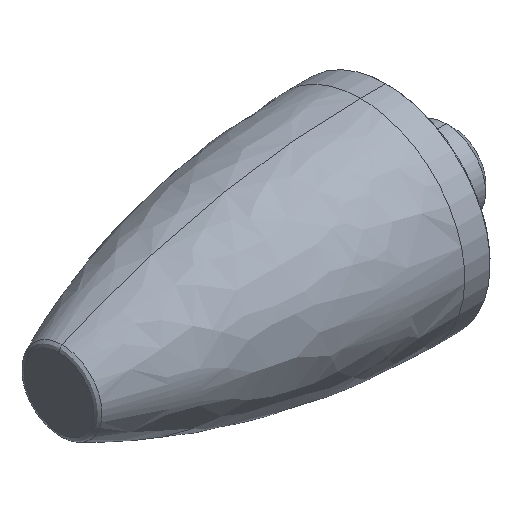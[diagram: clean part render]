
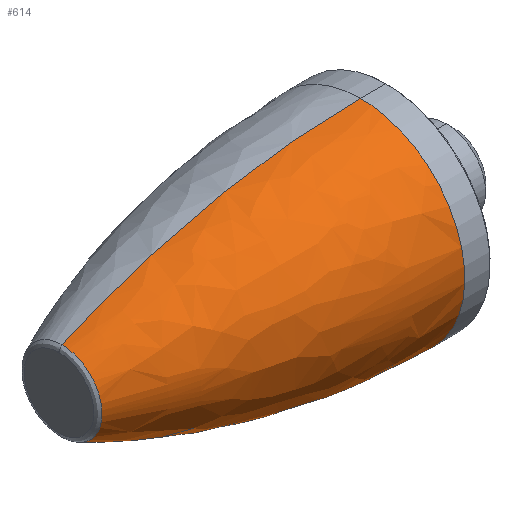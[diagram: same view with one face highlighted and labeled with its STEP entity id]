
A CAD part, isometric view. The second image highlights one B-rep face of the part: STEP entity #614.
In plain terms, the highlighted free-form (B-spline) face has degree [2, 2] with [5, 3] control points.
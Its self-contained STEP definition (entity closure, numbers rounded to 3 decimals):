
#463 = VERTEX_POINT('',#464);
#464 = CARTESIAN_POINT('',(51.355,0.,
    -17.741));
#470 = VERTEX_POINT('',#471);
#471 = CARTESIAN_POINT('',(51.355,0.,17.741));
#498 = EDGE_CURVE('',#470,#499,#501,.T.);
#499 = VERTEX_POINT('',#500);
#500 = CARTESIAN_POINT('',(0.549,0.,6.786));
#501 = ( BOUNDED_CURVE() B_SPLINE_CURVE(2,(#502,#503,#504),
.UNSPECIFIED.,.F.,.F.) B_SPLINE_CURVE_WITH_KNOTS((3,3),(3.141,
3.567),.PIECEWISE_BEZIER_KNOTS.) CURVE() 
GEOMETRIC_REPRESENTATION_ITEM() RATIONAL_B_SPLINE_CURVE((1.,
0.977,1.)) REPRESENTATION_ITEM('') );
#502 = CARTESIAN_POINT('',(51.355,0.,17.741));
#503 = CARTESIAN_POINT('',(24.77,0.,17.746));
#504 = CARTESIAN_POINT('',(0.549,0.,6.786));
#507 = VERTEX_POINT('',#508);
#508 = CARTESIAN_POINT('',(0.549,0.,
    -6.786));
#516 = EDGE_CURVE('',#463,#507,#517,.T.);
#517 = ( BOUNDED_CURVE() B_SPLINE_CURVE(2,(#518,#519,#520),
.UNSPECIFIED.,.F.,.F.) B_SPLINE_CURVE_WITH_KNOTS((3,3),(3.141,
3.567),.PIECEWISE_BEZIER_KNOTS.) CURVE() 
GEOMETRIC_REPRESENTATION_ITEM() RATIONAL_B_SPLINE_CURVE((1.,
0.977,1.)) REPRESENTATION_ITEM('') );
#518 = CARTESIAN_POINT('',(51.355,0.,
    -17.741));
#519 = CARTESIAN_POINT('',(24.77,0.,
    -17.746));
#520 = CARTESIAN_POINT('',(0.549,0.,
    -6.786));
#596 = EDGE_CURVE('',#463,#470,#597,.T.);
#597 = ( BOUNDED_CURVE() B_SPLINE_CURVE(2,(#598,#599,#600,#601,#602),
.UNSPECIFIED.,.F.,.F.) B_SPLINE_CURVE_WITH_KNOTS((3,2,3),(3.142,
4.712,6.283),.PIECEWISE_BEZIER_KNOTS.) CURVE() 
GEOMETRIC_REPRESENTATION_ITEM() RATIONAL_B_SPLINE_CURVE((1.,
0.707,1.,0.707,1.)) REPRESENTATION_ITEM('') );
#598 = CARTESIAN_POINT('',(51.355,0.,
    -17.741));
#599 = CARTESIAN_POINT('',(51.355,-17.741,
    -17.741));
#600 = CARTESIAN_POINT('',(51.355,-17.741,
    0.));
#601 = CARTESIAN_POINT('',(51.355,-17.741,
    17.741));
#602 = CARTESIAN_POINT('',(51.355,0.,
    17.741));
#614 = ADVANCED_FACE('',(#615),#628,.F.);
#615 = FACE_BOUND('',#616,.F.);
#616 = EDGE_LOOP('',(#617,#625,#626,#627));
#617 = ORIENTED_EDGE('',*,*,#618,.T.);
#618 = EDGE_CURVE('',#507,#499,#619,.T.);
#619 = ( BOUNDED_CURVE() B_SPLINE_CURVE(2,(#620,#621,#622,#623,#624),
.UNSPECIFIED.,.F.,.F.) B_SPLINE_CURVE_WITH_KNOTS((3,2,3),(3.142,
4.712,6.283),.PIECEWISE_BEZIER_KNOTS.) CURVE() 
GEOMETRIC_REPRESENTATION_ITEM() RATIONAL_B_SPLINE_CURVE((1.,
0.707,1.,0.707,1.)) REPRESENTATION_ITEM('') );
#620 = CARTESIAN_POINT('',(0.549,0.,
    -6.786));
#621 = CARTESIAN_POINT('',(0.549,-6.786,
    -6.786));
#622 = CARTESIAN_POINT('',(0.549,-6.786,
    0.));
#623 = CARTESIAN_POINT('',(0.549,-6.786,6.786
    ));
#624 = CARTESIAN_POINT('',(0.549,0.,
    6.786));
#625 = ORIENTED_EDGE('',*,*,#498,.F.);
#626 = ORIENTED_EDGE('',*,*,#596,.F.);
#627 = ORIENTED_EDGE('',*,*,#516,.T.);
#628 = ( BOUNDED_SURFACE() B_SPLINE_SURFACE(2,2,(
    (#629,#630,#631)
    ,(#632,#633,#634)
    ,(#635,#636,#637)
    ,(#638,#639,#640)
    ,(#641,#642,#643
)),.UNSPECIFIED.,.F.,.F.,.F.) B_SPLINE_SURFACE_WITH_KNOTS((3,2,3),(3,3),
  (0.,1.571,3.142),(2.717,3.142),
.PIECEWISE_BEZIER_KNOTS.) GEOMETRIC_REPRESENTATION_ITEM() 
RATIONAL_B_SPLINE_SURFACE((
    (1.,0.977,1.)
    ,(0.707,0.691,0.707)
    ,(1.,0.977,1.)
    ,(0.707,0.691,0.707)
,(1.,0.977,1.))) REPRESENTATION_ITEM('') SURFACE() );
#629 = CARTESIAN_POINT('',(0.549,0.,-6.786));
#630 = CARTESIAN_POINT('',(24.77,0.,-17.746));
#631 = CARTESIAN_POINT('',(51.355,0.,-17.741));
#632 = CARTESIAN_POINT('',(0.549,-6.786,
    -6.786));
#633 = CARTESIAN_POINT('',(24.77,-17.746,
    -17.746));
#634 = CARTESIAN_POINT('',(51.355,-17.741,
    -17.741));
#635 = CARTESIAN_POINT('',(0.549,-6.786,
    0.));
#636 = CARTESIAN_POINT('',(24.77,-17.746,
    0.));
#637 = CARTESIAN_POINT('',(51.355,-17.741,
    0.));
#638 = CARTESIAN_POINT('',(0.549,-6.786,6.786
    ));
#639 = CARTESIAN_POINT('',(24.77,-17.746,
    17.746));
#640 = CARTESIAN_POINT('',(51.355,-17.741,
    17.741));
#641 = CARTESIAN_POINT('',(0.549,0.,
    6.786));
#642 = CARTESIAN_POINT('',(24.77,0.,
    17.746));
#643 = CARTESIAN_POINT('',(51.355,0.,
    17.741));
